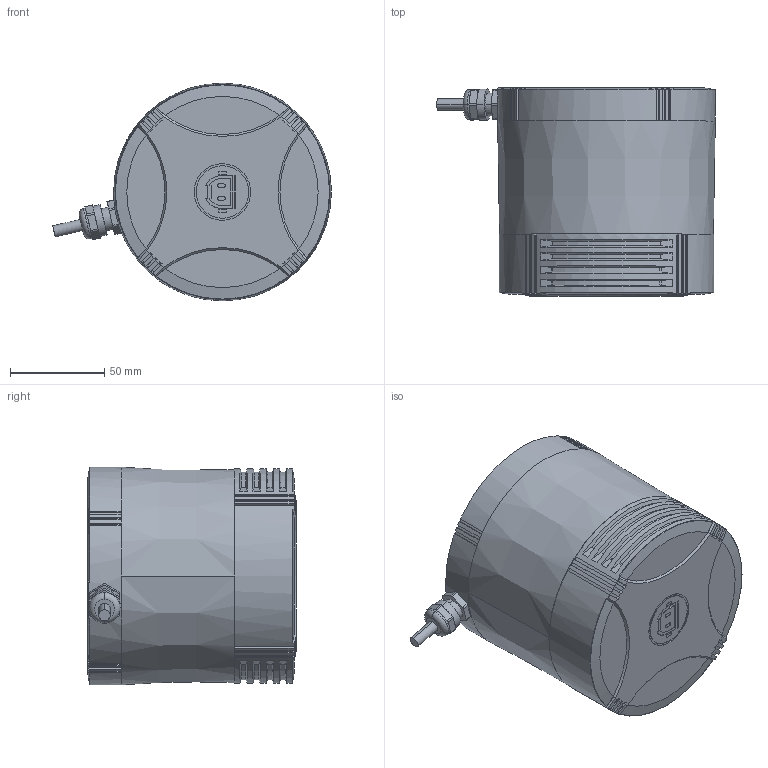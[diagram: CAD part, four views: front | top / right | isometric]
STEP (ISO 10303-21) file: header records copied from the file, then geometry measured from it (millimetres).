
FILE_DESCRIPTION((''),'2;1');
FILE_NAME('32B_LIDAR_ASM_0731_1__ASM','2018-09-26T11:06:47',('Administrator'),(''),'CREO PARAMETRIC BY PTC INC, 2016510','CREO PARAMETRIC BY PTC INC, 2016510','');
FILE_SCHEMA(('CONFIG_CONTROL_DESIGN'));
Length unit declared in the file: millimetre
Products named in the file (3): 32B_PC-PLASTIC_14_1; 32B_LIDAR_ASM_ASM_1_ASM; 32B_LIDAR_ASM_0731_1__ASM
Assembly tree (2 placements, depth 3):
  32B_LIDAR_ASM_0731_1__ASM
    32B_LIDAR_ASM_ASM_1_ASM
      32B_PC-PLASTIC_14_1
Bounding box: 147.82 x 110.7 x 115.5 mm (x, y, z)
Volume: 1092482.5 mm3; surface area: 143231.8 mm2
Topology: 1 solids, 22 shells, 602 faces, 1607 edges, 1054 vertices
Faces by surface type: plane 237, cylinder 189, cone 134, torus 22, extrusion 12, bspline 8
Entity records: 20155 total; most frequent: CARTESIAN_POINT 5232, ORIENTED_EDGE 3138, DIRECTION 3080, EDGE_CURVE 1597, AXIS2_PLACEMENT_3D 1243, VERTEX_POINT 1054, CIRCLE 653, EDGE_LOOP 646
